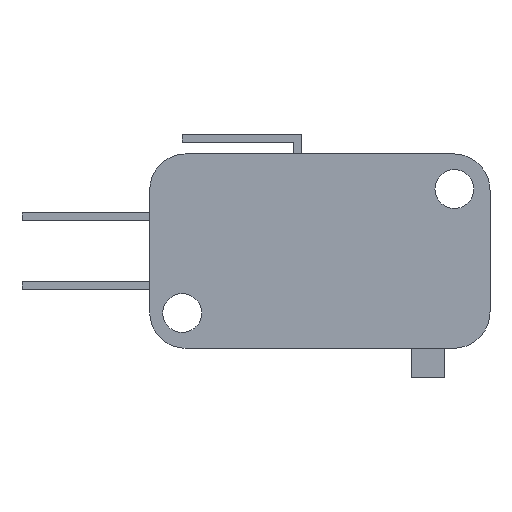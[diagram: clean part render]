
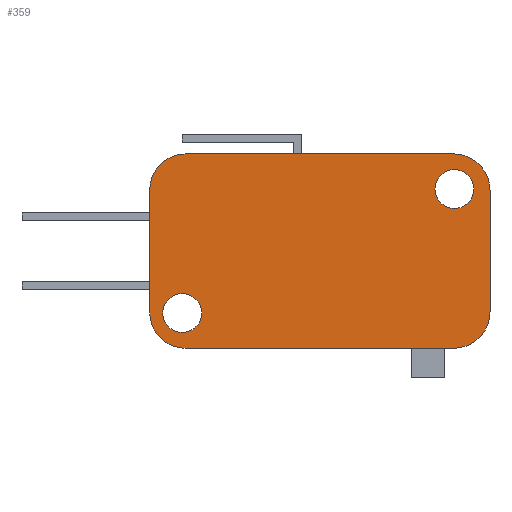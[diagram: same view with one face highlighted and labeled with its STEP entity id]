
A CAD part, front view. The second image highlights one B-rep face of the part: STEP entity #359.
In plain terms, the highlighted planar face has unit normal (0, -1, 0).
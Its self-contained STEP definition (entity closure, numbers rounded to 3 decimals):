
#7 = CARTESIAN_POINT ( 'NONE',  ( -14., -5., 8. ) ) ;
#9 = DIRECTION ( 'NONE',  ( 0., 1., 0. ) ) ;
#12 = ORIENTED_EDGE ( 'NONE', *, *, #139, .T. ) ;
#14 = CIRCLE ( 'NONE', #897, 1.6 ) ;
#17 = EDGE_CURVE ( 'NONE', #741, #186, #164, .T. ) ;
#67 = CARTESIAN_POINT ( 'NONE',  ( 11., -5., -5. ) ) ;
#70 = LINE ( 'NONE', #1128, #401 ) ;
#95 = EDGE_LOOP ( 'NONE', ( #12, #692 ) ) ;
#118 = AXIS2_PLACEMENT_3D ( 'NONE', #348, #184, #958 ) ;
#131 = EDGE_LOOP ( 'NONE', ( #785, #904, #1131, #842, #508, #386, #994, #518 ) ) ;
#137 = CARTESIAN_POINT ( 'NONE',  ( 11.068, -5., 3.5 ) ) ;
#139 = EDGE_CURVE ( 'NONE', #833, #998, #848, .T. ) ;
#153 = DIRECTION ( 'NONE',  ( 0., 0., -1. ) ) ;
#164 = CIRCLE ( 'NONE', #816, 3. ) ;
#165 = DIRECTION ( 'NONE',  ( 0., -1., 0. ) ) ;
#166 = CARTESIAN_POINT ( 'NONE',  ( 11.068, -5., 5.1 ) ) ;
#167 = CARTESIAN_POINT ( 'NONE',  ( -11., -5., -5. ) ) ;
#184 = DIRECTION ( 'NONE',  ( 0., 1., 0. ) ) ;
#185 = AXIS2_PLACEMENT_3D ( 'NONE', #961, #165, #519 ) ;
#186 = VERTEX_POINT ( 'NONE', #941 ) ;
#201 = CARTESIAN_POINT ( 'NONE',  ( 14., -5., -5. ) ) ;
#207 = CARTESIAN_POINT ( 'NONE',  ( -11.317, -5., -6.7 ) ) ;
#214 = DIRECTION ( 'NONE',  ( 0., -1., 0. ) ) ;
#219 = DIRECTION ( 'NONE',  ( 0., 0., -1. ) ) ;
#224 = EDGE_CURVE ( 'NONE', #705, #408, #906, .T. ) ;
#255 = FACE_BOUND ( 'NONE', #95, .T. ) ;
#257 = AXIS2_PLACEMENT_3D ( 'NONE', #957, #347, #952 ) ;
#262 = EDGE_CURVE ( 'NONE', #435, #494, #888, .T. ) ;
#264 = CARTESIAN_POINT ( 'NONE',  ( 14., -5., 5. ) ) ;
#270 = LINE ( 'NONE', #621, #1036 ) ;
#271 = CIRCLE ( 'NONE', #655, 3. ) ;
#282 = LINE ( 'NONE', #7, #873 ) ;
#318 = EDGE_CURVE ( 'NONE', #435, #408, #270, .T. ) ;
#325 = DIRECTION ( 'NONE',  ( 0., 0., -1. ) ) ;
#347 = DIRECTION ( 'NONE',  ( 0., 1., 0. ) ) ;
#348 = CARTESIAN_POINT ( 'NONE',  ( -11.317, -5., -5.1 ) ) ;
#359 = ADVANCED_FACE ( 'NONE', ( #255, #605, #786 ), #1151, .T. ) ;
#384 = CARTESIAN_POINT ( 'NONE',  ( -14., -5., 8. ) ) ;
#386 = ORIENTED_EDGE ( 'NONE', *, *, #262, .T. ) ;
#391 = CARTESIAN_POINT ( 'NONE',  ( 11., -5., 5. ) ) ;
#401 = VECTOR ( 'NONE', #325, 1000. ) ;
#408 = VERTEX_POINT ( 'NONE', #900 ) ;
#420 = CARTESIAN_POINT ( 'NONE',  ( -11., -5., 5. ) ) ;
#434 = AXIS2_PLACEMENT_3D ( 'NONE', #166, #601, #1035 ) ;
#435 = VERTEX_POINT ( 'NONE', #633 ) ;
#463 = CARTESIAN_POINT ( 'NONE',  ( 11.068, -5., 6.7 ) ) ;
#467 = DIRECTION ( 'NONE',  ( 0., 0., 1. ) ) ;
#470 = ORIENTED_EDGE ( 'NONE', *, *, #1099, .T. ) ;
#494 = VERTEX_POINT ( 'NONE', #201 ) ;
#498 = EDGE_CURVE ( 'NONE', #945, #879, #14, .T. ) ;
#508 = ORIENTED_EDGE ( 'NONE', *, *, #318, .F. ) ;
#518 = ORIENTED_EDGE ( 'NONE', *, *, #17, .T. ) ;
#519 = DIRECTION ( 'NONE',  ( 0., 0., -1. ) ) ;
#522 = DIRECTION ( 'NONE',  ( 0., 0., -1. ) ) ;
#540 = EDGE_CURVE ( 'NONE', #998, #833, #1111, .T. ) ;
#554 = EDGE_CURVE ( 'NONE', #1042, #754, #271, .T. ) ;
#557 = EDGE_CURVE ( 'NONE', #741, #494, #70, .T. ) ;
#599 = DIRECTION ( 'NONE',  ( 0., 0., -1. ) ) ;
#601 = DIRECTION ( 'NONE',  ( 0., 1., 0. ) ) ;
#603 = DIRECTION ( 'NONE',  ( 1., 0., 0. ) ) ;
#605 = FACE_BOUND ( 'NONE', #976, .T. ) ;
#621 = CARTESIAN_POINT ( 'NONE',  ( -14., -5., -8. ) ) ;
#623 = CARTESIAN_POINT ( 'NONE',  ( -11.317, -5., -3.5 ) ) ;
#628 = CARTESIAN_POINT ( 'NONE',  ( -14., -5., 5. ) ) ;
#633 = CARTESIAN_POINT ( 'NONE',  ( 11., -5., -8. ) ) ;
#655 = AXIS2_PLACEMENT_3D ( 'NONE', #420, #949, #153 ) ;
#673 = VECTOR ( 'NONE', #1083, 1000. ) ;
#691 = CARTESIAN_POINT ( 'NONE',  ( -11., -5., 8. ) ) ;
#692 = ORIENTED_EDGE ( 'NONE', *, *, #540, .T. ) ;
#705 = VERTEX_POINT ( 'NONE', #1067 ) ;
#741 = VERTEX_POINT ( 'NONE', #264 ) ;
#754 = VERTEX_POINT ( 'NONE', #628 ) ;
#785 = ORIENTED_EDGE ( 'NONE', *, *, #1071, .F. ) ;
#786 = FACE_OUTER_BOUND ( 'NONE', #131, .T. ) ;
#807 = CARTESIAN_POINT ( 'NONE',  ( -11.317, -5., -5.1 ) ) ;
#815 = LINE ( 'NONE', #384, #673 ) ;
#816 = AXIS2_PLACEMENT_3D ( 'NONE', #391, #214, #219 ) ;
#821 = ORIENTED_EDGE ( 'NONE', *, *, #498, .T. ) ;
#833 = VERTEX_POINT ( 'NONE', #463 ) ;
#842 = ORIENTED_EDGE ( 'NONE', *, *, #224, .T. ) ;
#846 = EDGE_CURVE ( 'NONE', #705, #754, #815, .T. ) ;
#848 = CIRCLE ( 'NONE', #257, 1.6 ) ;
#873 = VECTOR ( 'NONE', #603, 1000. ) ;
#879 = VERTEX_POINT ( 'NONE', #623 ) ;
#888 = CIRCLE ( 'NONE', #1000, 3. ) ;
#897 = AXIS2_PLACEMENT_3D ( 'NONE', #807, #9, #467 ) ;
#900 = CARTESIAN_POINT ( 'NONE',  ( -11., -5., -8. ) ) ;
#904 = ORIENTED_EDGE ( 'NONE', *, *, #554, .T. ) ;
#906 = CIRCLE ( 'NONE', #1102, 3. ) ;
#941 = CARTESIAN_POINT ( 'NONE',  ( 11., -5., 8. ) ) ;
#945 = VERTEX_POINT ( 'NONE', #207 ) ;
#949 = DIRECTION ( 'NONE',  ( 0., -1., 0. ) ) ;
#952 = DIRECTION ( 'NONE',  ( 0., 0., 1. ) ) ;
#957 = CARTESIAN_POINT ( 'NONE',  ( 11.068, -5., 5.1 ) ) ;
#958 = DIRECTION ( 'NONE',  ( 0., 0., 1. ) ) ;
#961 = CARTESIAN_POINT ( 'NONE',  ( 0., -5., 0. ) ) ;
#965 = DIRECTION ( 'NONE',  ( 0., -1., 0. ) ) ;
#976 = EDGE_LOOP ( 'NONE', ( #470, #821 ) ) ;
#977 = DIRECTION ( 'NONE',  ( -1., 0., 0. ) ) ;
#994 = ORIENTED_EDGE ( 'NONE', *, *, #557, .F. ) ;
#998 = VERTEX_POINT ( 'NONE', #137 ) ;
#1000 = AXIS2_PLACEMENT_3D ( 'NONE', #67, #1044, #599 ) ;
#1035 = DIRECTION ( 'NONE',  ( 0., 0., 1. ) ) ;
#1036 = VECTOR ( 'NONE', #977, 1000. ) ;
#1042 = VERTEX_POINT ( 'NONE', #691 ) ;
#1044 = DIRECTION ( 'NONE',  ( 0., -1., 0. ) ) ;
#1048 = CIRCLE ( 'NONE', #118, 1.6 ) ;
#1067 = CARTESIAN_POINT ( 'NONE',  ( -14., -5., -5. ) ) ;
#1071 = EDGE_CURVE ( 'NONE', #1042, #186, #282, .T. ) ;
#1083 = DIRECTION ( 'NONE',  ( 0., 0., 1. ) ) ;
#1099 = EDGE_CURVE ( 'NONE', #879, #945, #1048, .T. ) ;
#1102 = AXIS2_PLACEMENT_3D ( 'NONE', #167, #965, #522 ) ;
#1111 = CIRCLE ( 'NONE', #434, 1.6 ) ;
#1128 = CARTESIAN_POINT ( 'NONE',  ( 14., -5., 8. ) ) ;
#1131 = ORIENTED_EDGE ( 'NONE', *, *, #846, .F. ) ;
#1151 = PLANE ( 'NONE',  #185 ) ;
